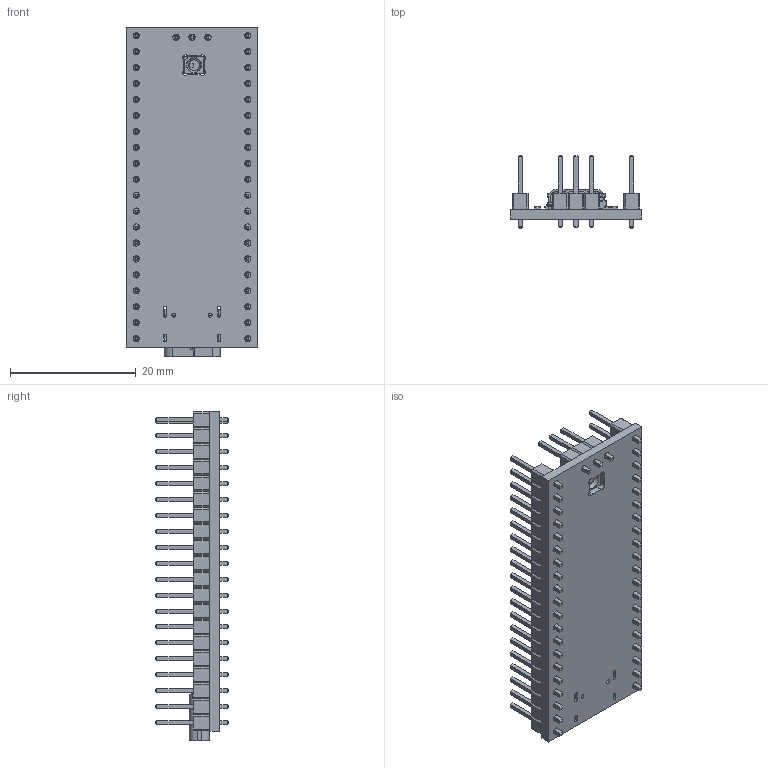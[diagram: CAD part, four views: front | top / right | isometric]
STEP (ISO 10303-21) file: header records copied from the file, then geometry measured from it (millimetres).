
FILE_DESCRIPTION(/* description */ ('STEP AP242 Edition 2','CAx-IF Rec.Pracs.---Representation and Presentation of Product Manufacturing Information (PMI)---4.0---2014-10-13','CAx-IF Rec.Pracs.---3D Tessellated Geometry---0.4---2014-09-14','2;1','CAx-IF Rec.Pracs.---User Defined Attributes---1.5---2016-08-15'),/* implementation_level */ '2;1');
FILE_NAME(/* name */ '6961bee3c1aa0979f83a096e',/* time_stamp */ '2026-01-10T02:52:22Z',/* author */ (''),/* organization */ (''),/* preprocessor_version */ 'ST-DEVELOPER v20',/* originating_system */ 'ONSHAPE BY PTC INC, 1.209',/* authorisation */ ' ');
FILE_SCHEMA (('AP242_MANAGED_MODEL_BASED_3D_ENGINEERING_MIM_LF { 1 0 10303 442 3 1 4 }'));
Length unit declared in the file: metre
Products named in the file (22): Assembly 1; USB_type_C_6p; Miguel's-Custom-Devboard - V2 1 <1>; QFN-56-1EP_7x7mm_P0.4mm_EP3.2x3.2mm; R_0402_1005Metric; C_0603_1608Metric; LED_SK6812MINI-E; PinHeader_1x20_P2.54mm_Vertical; C_0402_1005Metric; PinHeader_1x03_P2.54mm_Vertical; Crystal_SMD_3225-4Pin_3.2x2.5mm; Miguel's-Custom-Devboard - V2_PCB; Winbond_USON-8-1EP_3x2mm_P0.5mm_EP0.2x1.6mm; SW_Push_SPST_NO_Alps_SKRK; SOT-23
Assembly tree (43 placements, depth 2):
  Assembly 1
    USB_type_C_6p
    USB_type_C_6p
    USB_type_C_6p
    USB_type_C_6p
  Miguel's-Custom-Devboard - V2 1 <1>
    QFN-56-1EP_7x7mm_P0.4mm_EP3.2x3.2mm
    R_0402_1005Metric  x8
    C_0603_1608Metric  x2
    LED_SK6812MINI-E
    PinHeader_1x20_P2.54mm_Vertical  x2
    LED_SK6812MINI-E
    C_0402_1005Metric  x16
    LED_SK6812MINI-E
    LED_SK6812MINI-E
    PinHeader_1x03_P2.54mm_Vertical
    LED_SK6812MINI-E
    Crystal_SMD_3225-4Pin_3.2x2.5mm
    Winbond_USON-8-1EP_3x2mm_P0.5mm_EP0.2x1.6mm
    SW_Push_SPST_NO_Alps_SKRK
    SOT-23
  Miguel's-Custom-Devboard - V2_PCB
Bounding box: 21 x 11.54 x 52.53 mm (x, y, z)
Volume: 2592.9 mm3; surface area: 5519 mm2
Topology: 44 solids, 44 shells, 2865 faces, 7501 edges, 4836 vertices
Faces by surface type: plane 2317, cylinder 514, sphere 13, cone 12, torus 5, bspline 4
Full cylindrical faces by diameter (mm): 0.25 x1, 0.4 x1, 0.6 x2, 0.65 x2, 1 x43, 1.8 x1, 2.2 x1
Entity records: 60001 total; most frequent: CARTESIAN_POINT 9804, ORIENTED_EDGE 9486, DIRECTION 8940, EDGE_CURVE 4743, LINE 4192, VECTOR 4192, VERTEX_POINT 3090, AXIS2_PLACEMENT_3D 2374
